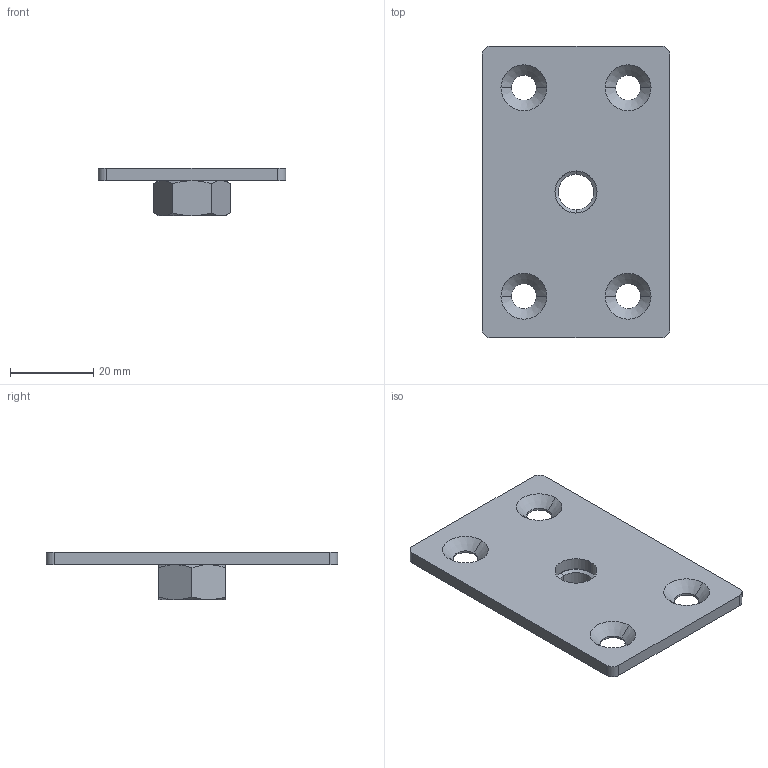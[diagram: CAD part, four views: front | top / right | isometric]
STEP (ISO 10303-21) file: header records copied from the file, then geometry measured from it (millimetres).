
FILE_DESCRIPTION (( 'STEP AP203' ), '1' );
FILE_NAME ('T64800.STEP', '2018-08-21T15:06:11', ( '' ), ( '' ), 'SwSTEP 2.0', 'SolidWorks 2016', '' );
FILE_SCHEMA (( 'CONFIG_CONTROL_DESIGN' ));
Length unit declared in the file: millimetre
Products named in the file (3): hex nut style 1 gradeab_doughty fastners - self colour_Hexagon Nut ISO - 4032 - M10 - D - N; T64800; TH2311
Assembly tree (2 placements, depth 2):
  T64800
    TH2311
    hex nut style 1 gradeab_doughty fastners - self colour_Hexagon Nut ISO - 4032 - M10 - D - N
Bounding box: 45 x 70 x 11.4 mm (x, y, z)
Volume: 9924 mm3; surface area: 7810.6 mm2
Topology: 2 solids, 2 shells, 56 faces, 130 edges, 78 vertices
Faces by surface type: cone 24, cylinder 18, plane 14
Entity records: 2001 total; most frequent: CARTESIAN_POINT 405, DIRECTION 286, ORIENTED_EDGE 260, EDGE_CURVE 130, AXIS2_PLACEMENT_3D 119, VERTEX_POINT 78, EDGE_LOOP 68, CIRCLE 58
